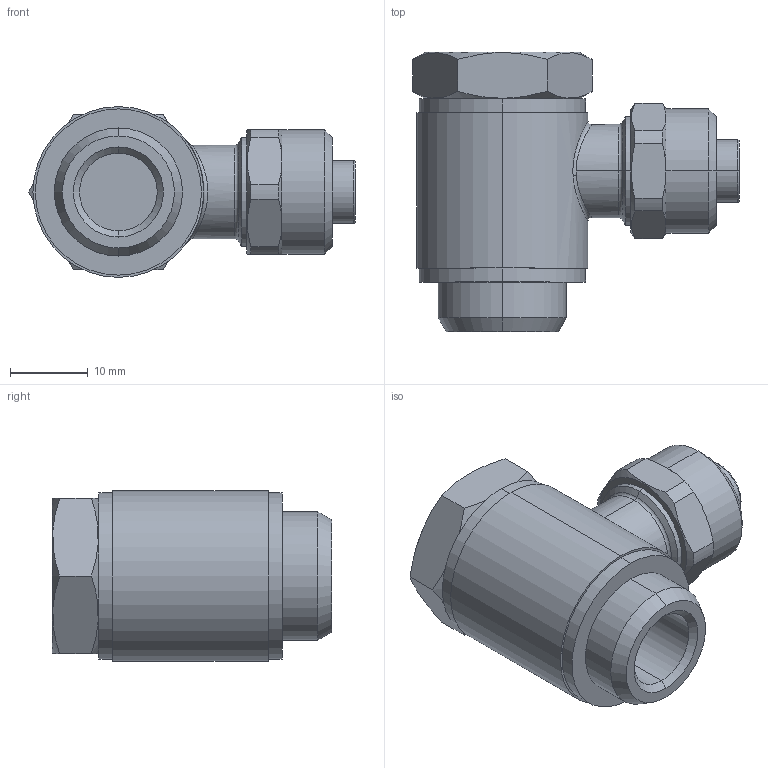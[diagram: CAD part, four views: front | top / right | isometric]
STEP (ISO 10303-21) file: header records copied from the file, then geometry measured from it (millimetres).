
FILE_DESCRIPTION (( 'STEP AP203' ), '1' );
FILE_NAME ('02240053.STEP', '2011-10-21T14:55:12', ( '' ), ( 'sopra-pneumatic' ), 'SwSTEP 2.0', 'SolidWorks 2011', '' );
FILE_SCHEMA (( 'CONFIG_CONTROL_DESIGN' ));
Length unit declared in the file: millimetre
Products named in the file (1): 02240053
Bounding box: 42.05 x 36 x 22 mm (x, y, z)
Volume: 12601.6 mm3; surface area: 5449.2 mm2
Topology: 1 solids, 1 shells, 83 faces, 190 edges, 117 vertices
Faces by surface type: cylinder 28, cone 26, plane 23, torus 4, bspline 2
Entity records: 3024 total; most frequent: CARTESIAN_POINT 1095, DIRECTION 394, ORIENTED_EDGE 380, EDGE_CURVE 190, AXIS2_PLACEMENT_3D 167, VERTEX_POINT 117, EDGE_LOOP 93, CIRCLE 85
